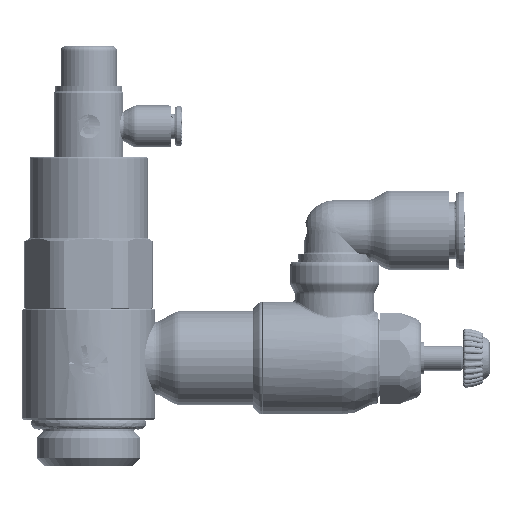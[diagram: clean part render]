
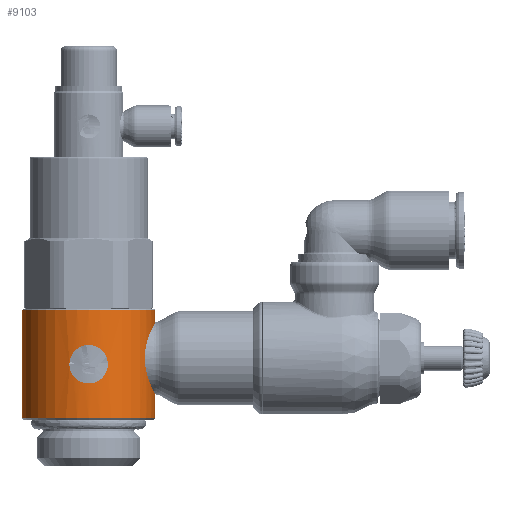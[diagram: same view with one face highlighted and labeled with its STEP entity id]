
A CAD part, top view. The second image highlights one B-rep face of the part: STEP entity #9103.
In plain terms, the highlighted cylindrical face has radius 13.5 mm (diameter 27 mm), a partial arc.
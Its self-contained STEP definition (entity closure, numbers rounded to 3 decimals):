
#9103=ADVANCED_FACE('',(#18712,#18713),#18714,.T.);
#18712=FACE_OUTER_BOUND('',#40247,.T.);
#18713=FACE_BOUND('',#40248,.T.);
#18714=CYLINDRICAL_SURFACE('',#40249,13.5);
#40247=EDGE_LOOP('',(#68910,#68911,#68912,#68913,#68914,#68915,#68916,#68917));
#40248=EDGE_LOOP('',(#68918,#68919));
#40249=AXIS2_PLACEMENT_3D('',#68920,#68921,#68922);
#68910=ORIENTED_EDGE('',*,*,#87070,.T.);
#68911=ORIENTED_EDGE('',*,*,#81707,.F.);
#68912=ORIENTED_EDGE('',*,*,#86990,.F.);
#68913=ORIENTED_EDGE('',*,*,#80588,.F.);
#68914=ORIENTED_EDGE('',*,*,#87071,.T.);
#68915=ORIENTED_EDGE('',*,*,#81692,.F.);
#68916=ORIENTED_EDGE('',*,*,#87072,.T.);
#68917=ORIENTED_EDGE('',*,*,#81066,.F.);
#68918=ORIENTED_EDGE('',*,*,#87073,.T.);
#68919=ORIENTED_EDGE('',*,*,#76750,.T.);
#68920=CARTESIAN_POINT('',(0.0,8.175,0.0));
#68921=DIRECTION('',(0.0,-1.0,0.0));
#68922=DIRECTION('',(1.0,0.0,0.0));
#76750=EDGE_CURVE('',#89206,#89203,#89207,.T.);
#80588=EDGE_CURVE('',#95789,#95791,#95792,.T.);
#81066=EDGE_CURVE('',#95532,#95536,#96557,.T.);
#81692=EDGE_CURVE('',#97521,#97523,#97524,.T.);
#81707=EDGE_CURVE('',#97544,#97546,#97547,.T.);
#86990=EDGE_CURVE('',#95791,#97544,#104631,.T.);
#87070=EDGE_CURVE('',#95532,#97546,#104727,.T.);
#87071=EDGE_CURVE('',#95789,#97523,#104728,.T.);
#87072=EDGE_CURVE('',#97521,#95536,#104729,.T.);
#87073=EDGE_CURVE('',#89203,#89206,#104730,.T.);
#89203=VERTEX_POINT('',#107363);
#89206=VERTEX_POINT('',#107367);
#89207=B_SPLINE_CURVE_WITH_KNOTS('',3,(#107368,#107369,#107370,#107371,#107372,#107373,#107374,#107375,#107376,#107377,#107378,#107379,#107380,#107381,#107382,#107383,#107384,#107385),.UNSPECIFIED.,.F.,.F.,(4,2,2,2,2,2,2,2,4),(-1.183,-1.035,-0.887,-0.739,-0.591,-0.443,-0.296,-0.148,0.0),.UNSPECIFIED.);
#95532=VERTEX_POINT('',#119530);
#95536=VERTEX_POINT('',#119535);
#95789=VERTEX_POINT('',#120052);
#95791=VERTEX_POINT('',#120059);
#95792=B_SPLINE_CURVE_WITH_KNOTS('',3,(#120060,#120061,#120062,#120063,#120064,#120065),.UNSPECIFIED.,.F.,.F.,(4,2,4),(2.922,2.969,3.091),.UNSPECIFIED.);
#96557=CIRCLE('',#121959,13.5);
#97521=VERTEX_POINT('',#123961);
#97523=VERTEX_POINT('',#123964);
#97524=CIRCLE('',#123965,13.5);
#97544=VERTEX_POINT('',#124012);
#97546=VERTEX_POINT('',#124014);
#97547=B_SPLINE_CURVE_WITH_KNOTS('',3,(#124015,#124016,#124017,#124018,#124019,#124020),.UNSPECIFIED.,.F.,.F.,(4,2,4),(2.751,2.845,2.922),.UNSPECIFIED.);
#104631=B_SPLINE_CURVE_WITH_KNOTS('',3,(#138509,#138510,#138511,#138512,#138513,#138514,#138515,#138516,#138517,#138518,#138519,#138520,#138521,#138522),.UNSPECIFIED.,.F.,.F.,(4,2,2,2,2,2,4),(1.427,1.689,1.972,2.254,2.536,2.818,3.08),.UNSPECIFIED.);
#104727=LINE('',#138726,#138727);
#104728=LINE('',#138728,#138729);
#104729=LINE('',#138730,#138731);
#104730=B_SPLINE_CURVE_WITH_KNOTS('',3,(#138732,#138733,#138734,#138735,#138736,#138737,#138738,#138739,#138740,#138741,#138742,#138743,#138744,#138745,#138746,#138747,#138748,#138749),.UNSPECIFIED.,.F.,.F.,(4,2,2,2,2,2,2,2,4),(-2.365,-2.217,-2.069,-1.922,-1.774,-1.626,-1.478,-1.33,-1.183),.UNSPECIFIED.);
#107363=CARTESIAN_POINT('',(3.9,20.55,12.924));
#107367=CARTESIAN_POINT('',(-3.9,20.55,12.924));
#107368=CARTESIAN_POINT('',(-3.9,20.55,12.924));
#107369=CARTESIAN_POINT('',(-3.9,21.043,12.924));
#107370=CARTESIAN_POINT('',(-3.801,21.566,12.956));
#107371=CARTESIAN_POINT('',(-3.402,22.526,13.066));
#107372=CARTESIAN_POINT('',(-3.102,22.963,13.143));
#107373=CARTESIAN_POINT('',(-2.413,23.652,13.287));
#107374=CARTESIAN_POINT('',(-1.976,23.952,13.363));
#107375=CARTESIAN_POINT('',(-1.016,24.351,13.47));
#107376=CARTESIAN_POINT('',(-0.493,24.45,13.5));
#107377=CARTESIAN_POINT('',(0.493,24.45,13.5));
#107378=CARTESIAN_POINT('',(1.016,24.351,13.47));
#107379=CARTESIAN_POINT('',(1.976,23.952,13.363));
#107380=CARTESIAN_POINT('',(2.413,23.652,13.287));
#107381=CARTESIAN_POINT('',(3.102,22.963,13.143));
#107382=CARTESIAN_POINT('',(3.402,22.526,13.066));
#107383=CARTESIAN_POINT('',(3.801,21.566,12.956));
#107384=CARTESIAN_POINT('',(3.9,21.043,12.924));
#107385=CARTESIAN_POINT('',(3.9,20.55,12.924));
#119530=CARTESIAN_POINT('',(13.5,9.6,0.));
#119535=CARTESIAN_POINT('',(-13.5,9.6,0.0));
#120052=CARTESIAN_POINT('',(13.5,29.119,0.0));
#120059=CARTESIAN_POINT('',(13.162,28.453,3.004));
#120060=CARTESIAN_POINT('',(13.5,29.119,0.));
#120061=CARTESIAN_POINT('',(13.5,29.119,0.286));
#120062=CARTESIAN_POINT('',(13.491,29.101,0.574));
#120063=CARTESIAN_POINT('',(13.425,28.971,1.611));
#120064=CARTESIAN_POINT('',(13.316,28.758,2.328));
#120065=CARTESIAN_POINT('',(13.162,28.453,3.004));
#121959=AXIS2_PLACEMENT_3D('',#148247,#148248,#148249);
#123961=CARTESIAN_POINT('',(-13.5,31.5,0.));
#123964=CARTESIAN_POINT('',(13.5,31.5,0.0));
#123965=AXIS2_PLACEMENT_3D('',#149138,#149139,#149140);
#124012=CARTESIAN_POINT('',(13.162,15.147,3.004));
#124014=CARTESIAN_POINT('',(13.5,14.481,0.0));
#124015=CARTESIAN_POINT('',(13.162,15.147,3.004));
#124016=CARTESIAN_POINT('',(13.277,14.918,2.497));
#124017=CARTESIAN_POINT('',(13.368,14.739,1.963));
#124018=CARTESIAN_POINT('',(13.475,14.529,0.941));
#124019=CARTESIAN_POINT('',(13.5,14.481,0.472));
#124020=CARTESIAN_POINT('',(13.5,14.481,0.));
#138509=CARTESIAN_POINT('',(13.162,28.453,3.004));
#138510=CARTESIAN_POINT('',(12.974,28.081,3.828));
#138511=CARTESIAN_POINT('',(12.719,27.554,4.569));
#138512=CARTESIAN_POINT('',(12.21,26.323,5.8));
#138513=CARTESIAN_POINT('',(11.917,25.516,6.358));
#138514=CARTESIAN_POINT('',(11.485,23.726,7.108));
#138515=CARTESIAN_POINT('',(11.356,22.741,7.3));
#138516=CARTESIAN_POINT('',(11.356,20.859,7.3));
#138517=CARTESIAN_POINT('',(11.485,19.874,7.108));
#138518=CARTESIAN_POINT('',(11.917,18.084,6.358));
#138519=CARTESIAN_POINT('',(12.21,17.277,5.8));
#138520=CARTESIAN_POINT('',(12.719,16.046,4.569));
#138521=CARTESIAN_POINT('',(12.974,15.519,3.828));
#138522=CARTESIAN_POINT('',(13.162,15.147,3.004));
#138726=CARTESIAN_POINT('',(13.5,20.55,0.));
#138727=VECTOR('',#156499,1.0);
#138728=CARTESIAN_POINT('',(13.5,20.55,0.));
#138729=VECTOR('',#156500,1.0);
#138730=CARTESIAN_POINT('',(-13.5,20.55,0.));
#138731=VECTOR('',#156501,1.0);
#138732=CARTESIAN_POINT('',(3.9,20.55,12.924));
#138733=CARTESIAN_POINT('',(3.9,20.057,12.924));
#138734=CARTESIAN_POINT('',(3.801,19.534,12.956));
#138735=CARTESIAN_POINT('',(3.402,18.574,13.066));
#138736=CARTESIAN_POINT('',(3.102,18.137,13.143));
#138737=CARTESIAN_POINT('',(2.413,17.448,13.287));
#138738=CARTESIAN_POINT('',(1.976,17.148,13.363));
#138739=CARTESIAN_POINT('',(1.016,16.749,13.47));
#138740=CARTESIAN_POINT('',(0.493,16.65,13.5));
#138741=CARTESIAN_POINT('',(-0.493,16.65,13.5));
#138742=CARTESIAN_POINT('',(-1.016,16.749,13.47));
#138743=CARTESIAN_POINT('',(-1.976,17.148,13.363));
#138744=CARTESIAN_POINT('',(-2.413,17.448,13.287));
#138745=CARTESIAN_POINT('',(-3.102,18.137,13.143));
#138746=CARTESIAN_POINT('',(-3.402,18.574,13.066));
#138747=CARTESIAN_POINT('',(-3.801,19.534,12.956));
#138748=CARTESIAN_POINT('',(-3.9,20.057,12.924));
#138749=CARTESIAN_POINT('',(-3.9,20.55,12.924));
#148247=CARTESIAN_POINT('',(0.0,9.6,0.0));
#148248=DIRECTION('',(0.0,-1.0,0.0));
#148249=DIRECTION('',(-1.0,0.0,0.0));
#149138=CARTESIAN_POINT('',(0.0,31.5,0.0));
#149139=DIRECTION('',(0.0,1.0,0.0));
#149140=DIRECTION('',(-1.0,0.0,0.0));
#156499=DIRECTION('',(-0.0,1.0,-0.0));
#156500=DIRECTION('',(-0.0,1.0,-0.0));
#156501=DIRECTION('',(0.0,-1.0,0.0));
